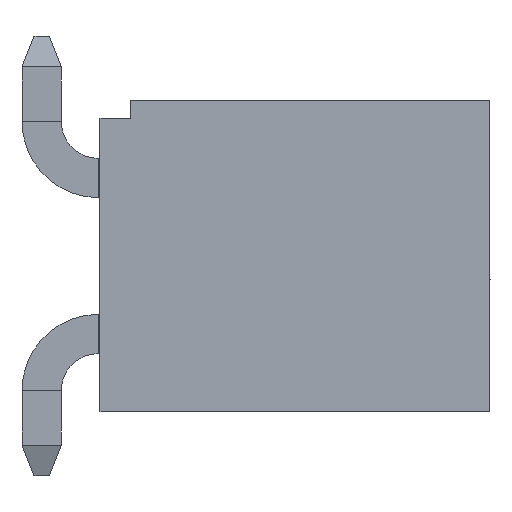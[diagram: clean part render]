
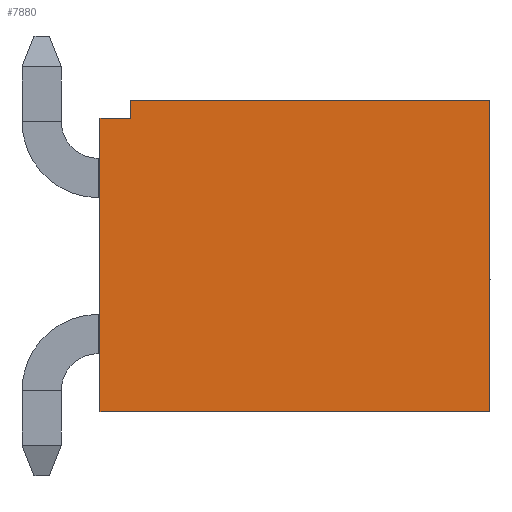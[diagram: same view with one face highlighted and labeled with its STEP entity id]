
A CAD part, left-side view. The second image highlights one B-rep face of the part: STEP entity #7880.
In plain terms, the highlighted planar face has unit normal (-1, 0, 0).
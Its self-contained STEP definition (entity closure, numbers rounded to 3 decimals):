
#4724=CARTESIAN_POINT('',(-19.305,-6.35,2.54));
#4725=VERTEX_POINT('',#4724);
#4732=CARTESIAN_POINT('',(-19.305,-6.35,-2.54));
#4733=VERTEX_POINT('',#4732);
#4734=CARTESIAN_POINT('',(-19.305,-6.35,2.54));
#4735=DIRECTION('',(0.,0.,-1.));
#4736=VECTOR('',#4735,5.08);
#4737=LINE('',#4734,#4736);
#4738=EDGE_CURVE('',#4725,#4733,#4737,.T.);
#5941=CARTESIAN_POINT('',(-19.305,-0.5,2.24));
#5942=VERTEX_POINT('',#5941);
#5949=CARTESIAN_POINT('',(-19.305,-0.5,2.54));
#5950=VERTEX_POINT('',#5949);
#5951=CARTESIAN_POINT('',(-19.305,-0.5,2.24));
#5952=DIRECTION('',(0.,0.,1.));
#5953=VECTOR('',#5952,0.3);
#5954=LINE('',#5951,#5953);
#5955=EDGE_CURVE('',#5942,#5950,#5954,.T.);
#7165=CARTESIAN_POINT('',(-19.305,-0.5,2.54));
#7166=DIRECTION('',(0.,-1.,0.));
#7167=VECTOR('',#7166,5.85);
#7168=LINE('',#7165,#7167);
#7169=EDGE_CURVE('',#5950,#4725,#7168,.T.);
#7221=CARTESIAN_POINT('',(-19.305,0.,-2.54));
#7222=VERTEX_POINT('',#7221);
#7223=CARTESIAN_POINT('',(-19.305,-6.35,-2.54));
#7224=DIRECTION('',(0.,1.,0.));
#7225=VECTOR('',#7224,6.35);
#7226=LINE('',#7223,#7225);
#7227=EDGE_CURVE('',#4733,#7222,#7226,.T.);
#7843=CARTESIAN_POINT('',(-19.305,0.,2.24));
#7844=VERTEX_POINT('',#7843);
#7845=CARTESIAN_POINT('',(-19.305,0.,2.24));
#7846=DIRECTION('',(0.,-1.,0.));
#7847=VECTOR('',#7846,0.5);
#7848=LINE('',#7845,#7847);
#7849=EDGE_CURVE('',#7844,#5942,#7848,.T.);
#7862=CARTESIAN_POINT('',(-19.305,-3.175,0.));
#7863=DIRECTION('',(0.,0.,-1.));
#7864=DIRECTION('',(-1.,-0.,-0.));
#7865=AXIS2_PLACEMENT_3D('',#7862,#7864,#7863);
#7866=PLANE('',#7865);
#7867=ORIENTED_EDGE('',*,*,#4738,.F.);
#7868=ORIENTED_EDGE('',*,*,#7169,.F.);
#7869=ORIENTED_EDGE('',*,*,#5955,.F.);
#7870=ORIENTED_EDGE('',*,*,#7849,.F.);
#7871=CARTESIAN_POINT('',(-19.305,0.,2.24));
#7872=DIRECTION('',(0.,0.,-1.));
#7873=VECTOR('',#7872,4.78);
#7874=LINE('',#7871,#7873);
#7875=EDGE_CURVE('',#7844,#7222,#7874,.T.);
#7876=ORIENTED_EDGE('',*,*,#7875,.T.);
#7877=ORIENTED_EDGE('',*,*,#7227,.F.);
#7878=EDGE_LOOP('',(#7867,#7868,#7869,#7870,#7876,#7877));
#7879=FACE_OUTER_BOUND('',#7878,.T.);
#7880=ADVANCED_FACE('',(#7879),#7866,.T.);
